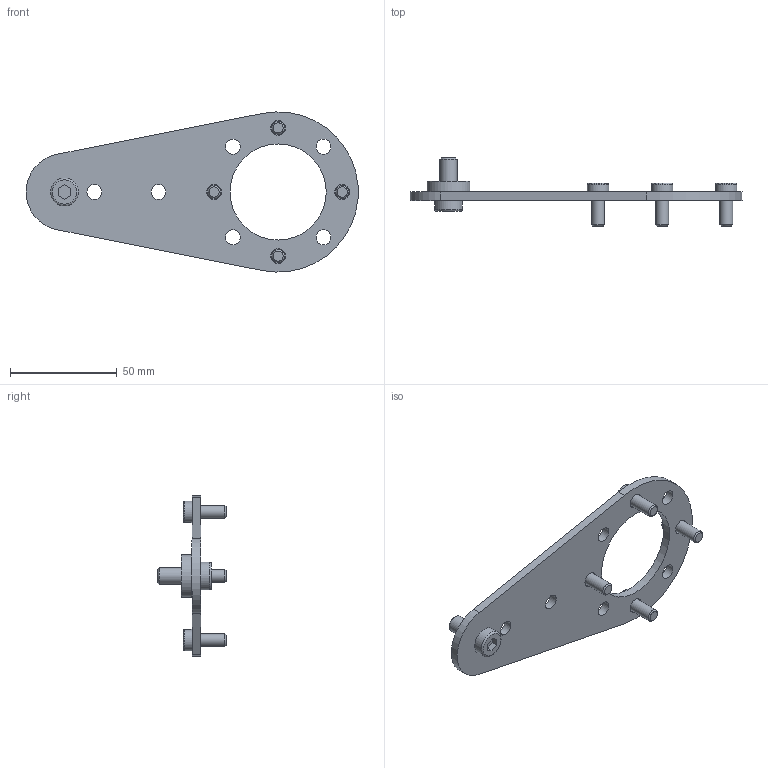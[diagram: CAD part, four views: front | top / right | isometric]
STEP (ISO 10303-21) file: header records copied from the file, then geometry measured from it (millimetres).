
FILE_DESCRIPTION(/* description */ (''),/* implementation_level */ '2;1');
FILE_NAME(/* name */ '88-045-1.stp',/* time_stamp */ '2022-04-15T08:03:25-04:00',/* author */ ('jmurphy'),/* organization */ (''),/* preprocessor_version */ 'ST-DEVELOPER v18.1',/* originating_system */ 'AutoCAD Mechanical',/* authorisation */ '');
FILE_SCHEMA (('AUTOMOTIVE_DESIGN { 1 0 10303 214 3 1 1 }'));
Length unit declared in the file: millimetre
Products named in the file (1): Product
Bounding box: 155.37 x 32 x 74.97 mm (x, y, z)
Volume: 30985 mm3; surface area: 20159.6 mm2
Topology: 7 solids, 7 shells, 92 faces, 199 edges, 131 vertices
Faces by surface type: plane 56, cylinder 26, cone 5, torus 5
Full cylindrical faces by diameter (mm): 6 x4, 7 x10, 8 x1, 9 x2, 10 x4, 13 x1, 20 x1, 45 x1
Entity records: 2584 total; most frequent: DIRECTION 457, CARTESIAN_POINT 423, ORIENTED_EDGE 398, EDGE_CURVE 199, AXIS2_PLACEMENT_3D 165, VERTEX_POINT 131, EDGE_LOOP 128, LINE 127
